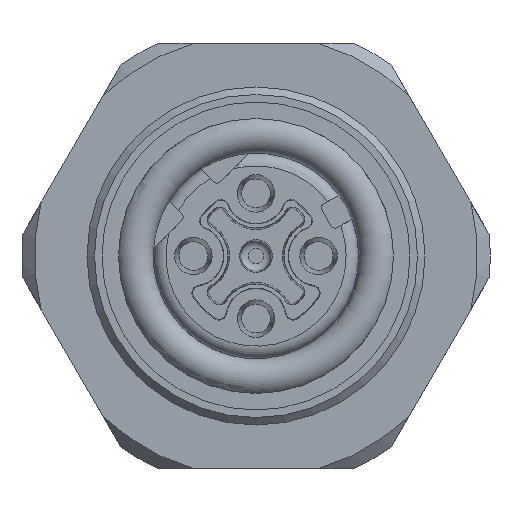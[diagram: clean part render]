
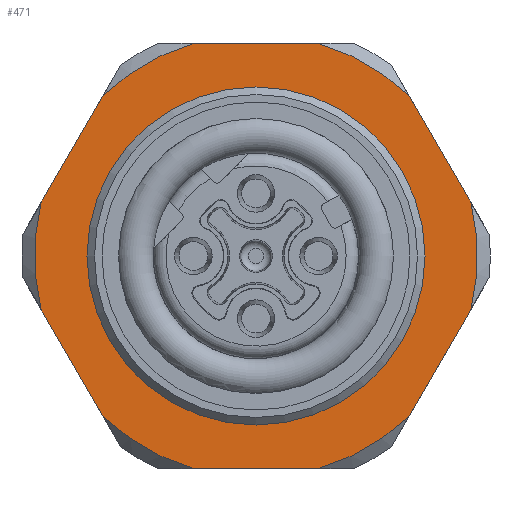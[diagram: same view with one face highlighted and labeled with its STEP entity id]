
A CAD part, front view. The second image highlights one B-rep face of the part: STEP entity #471.
In plain terms, the highlighted planar face has unit normal (0, -1, 0).
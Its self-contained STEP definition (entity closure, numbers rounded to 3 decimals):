
#48=PLANE('',#2294);
#101=LINE('',#3415,#195);
#102=LINE('',#3416,#196);
#103=LINE('',#3417,#197);
#104=LINE('',#3418,#198);
#105=LINE('',#3419,#199);
#106=LINE('',#3423,#200);
#195=VECTOR('',#2656,1.);
#196=VECTOR('',#2657,1.);
#197=VECTOR('',#2658,1.);
#198=VECTOR('',#2659,1.);
#199=VECTOR('',#2660,1.);
#200=VECTOR('',#2663,1.);
#471=ADVANCED_FACE('',(#651,#652),#48,.F.);
#651=FACE_BOUND('',#776,.T.);
#652=FACE_BOUND('',#777,.T.);
#776=EDGE_LOOP('',(#1012,#1013,#1014,#1015,#1016,#1017,#1018,#1019,#1020,
#1021,#1022,#1023));
#777=EDGE_LOOP('',(#1024));
#1012=ORIENTED_EDGE('',*,*,#1785,.F.);
#1013=ORIENTED_EDGE('',*,*,#1824,.T.);
#1014=ORIENTED_EDGE('',*,*,#1787,.F.);
#1015=ORIENTED_EDGE('',*,*,#1825,.T.);
#1016=ORIENTED_EDGE('',*,*,#1791,.F.);
#1017=ORIENTED_EDGE('',*,*,#1826,.T.);
#1018=ORIENTED_EDGE('',*,*,#1795,.F.);
#1019=ORIENTED_EDGE('',*,*,#1827,.T.);
#1020=ORIENTED_EDGE('',*,*,#1799,.F.);
#1021=ORIENTED_EDGE('',*,*,#1828,.T.);
#1022=ORIENTED_EDGE('',*,*,#1829,.F.);
#1023=ORIENTED_EDGE('',*,*,#1830,.T.);
#1024=ORIENTED_EDGE('',*,*,#1823,.T.);
#1566=VERTEX_POINT('',#3299);
#1567=VERTEX_POINT('',#3301);
#1568=VERTEX_POINT('',#3308);
#1569=VERTEX_POINT('',#3309);
#1572=VERTEX_POINT('',#3323);
#1573=VERTEX_POINT('',#3324);
#1576=VERTEX_POINT('',#3338);
#1577=VERTEX_POINT('',#3339);
#1580=VERTEX_POINT('',#3353);
#1581=VERTEX_POINT('',#3354);
#1600=VERTEX_POINT('',#3413);
#1601=VERTEX_POINT('',#3420);
#1602=VERTEX_POINT('',#3422);
#1785=EDGE_CURVE('',#1566,#1567,#2085,.T.);
#1787=EDGE_CURVE('',#1568,#1569,#2086,.T.);
#1791=EDGE_CURVE('',#1572,#1573,#2088,.T.);
#1795=EDGE_CURVE('',#1576,#1577,#2090,.T.);
#1799=EDGE_CURVE('',#1580,#1581,#2092,.T.);
#1823=EDGE_CURVE('',#1600,#1600,#2104,.T.);
#1824=EDGE_CURVE('',#1566,#1569,#101,.T.);
#1825=EDGE_CURVE('',#1568,#1573,#102,.T.);
#1826=EDGE_CURVE('',#1572,#1577,#103,.T.);
#1827=EDGE_CURVE('',#1576,#1581,#104,.T.);
#1828=EDGE_CURVE('',#1580,#1601,#105,.T.);
#1829=EDGE_CURVE('',#1602,#1601,#2105,.T.);
#1830=EDGE_CURVE('',#1602,#1567,#106,.T.);
#2085=CIRCLE('',#2258,8.85);
#2086=CIRCLE('',#2260,8.85);
#2088=CIRCLE('',#2263,8.85);
#2090=CIRCLE('',#2266,8.85);
#2092=CIRCLE('',#2269,8.85);
#2104=CIRCLE('',#2291,6.75);
#2105=CIRCLE('',#2293,8.85);
#2258=AXIS2_PLACEMENT_3D('',#3300,#2576,#2577);
#2260=AXIS2_PLACEMENT_3D('',#3307,#2580,#2581);
#2263=AXIS2_PLACEMENT_3D('',#3322,#2586,#2587);
#2266=AXIS2_PLACEMENT_3D('',#3337,#2592,#2593);
#2269=AXIS2_PLACEMENT_3D('',#3352,#2598,#2599);
#2291=AXIS2_PLACEMENT_3D('',#3412,#2652,#2653);
#2293=AXIS2_PLACEMENT_3D('',#3421,#2661,#2662);
#2294=AXIS2_PLACEMENT_3D('',#3424,#2664,#2665);
#2576=DIRECTION('',(0.,1.,0.));
#2577=DIRECTION('',(1.,0.,0.));
#2580=DIRECTION('',(0.,1.,0.));
#2581=DIRECTION('',(1.,0.,0.));
#2586=DIRECTION('',(0.,1.,0.));
#2587=DIRECTION('',(1.,0.,0.));
#2592=DIRECTION('',(0.,1.,0.));
#2593=DIRECTION('',(1.,0.,0.));
#2598=DIRECTION('',(0.,1.,0.));
#2599=DIRECTION('',(1.,0.,0.));
#2652=DIRECTION('',(0.,1.,0.));
#2653=DIRECTION('',(1.,0.,0.));
#2656=DIRECTION('',(-0.5,0.,-0.866));
#2657=DIRECTION('',(0.5,0.,-0.866));
#2658=DIRECTION('',(1.,0.,0.));
#2659=DIRECTION('',(0.5,0.,0.866));
#2660=DIRECTION('',(-0.5,0.,0.866));
#2661=DIRECTION('',(0.,1.,0.));
#2662=DIRECTION('',(1.,0.,0.));
#2663=DIRECTION('',(-1.,0.,0.));
#2664=DIRECTION('',(0.,1.,0.));
#2665=DIRECTION('',(-1.,0.,0.));
#3299=CARTESIAN_POINT('',(6.421,-2.05,6.384));
#3300=CARTESIAN_POINT('',(12.55,-2.05,0.));
#3301=CARTESIAN_POINT('',(10.086,-2.05,8.5));
#3307=CARTESIAN_POINT('',(12.55,-2.05,0.));
#3308=CARTESIAN_POINT('',(3.957,-2.05,-2.116));
#3309=CARTESIAN_POINT('',(3.957,-2.05,2.116));
#3322=CARTESIAN_POINT('',(12.55,-2.05,0.));
#3323=CARTESIAN_POINT('',(10.086,-2.05,-8.5));
#3324=CARTESIAN_POINT('',(6.421,-2.05,-6.384));
#3337=CARTESIAN_POINT('',(12.55,-2.05,0.));
#3338=CARTESIAN_POINT('',(18.679,-2.05,-6.384));
#3339=CARTESIAN_POINT('',(15.014,-2.05,-8.5));
#3352=CARTESIAN_POINT('',(12.55,-2.05,0.));
#3353=CARTESIAN_POINT('',(21.143,-2.05,2.116));
#3354=CARTESIAN_POINT('',(21.143,-2.05,-2.116));
#3412=CARTESIAN_POINT('',(12.55,-2.05,0.));
#3413=CARTESIAN_POINT('',(19.3,-2.05,0.));
#3415=CARTESIAN_POINT('',(2.266,-2.05,-0.812));
#3416=CARTESIAN_POINT('',(8.112,-2.05,-9.313));
#3417=CARTESIAN_POINT('',(12.55,-2.05,-8.5));
#3418=CARTESIAN_POINT('',(16.988,-2.05,-9.313));
#3419=CARTESIAN_POINT('',(22.834,-2.05,-0.813));
#3420=CARTESIAN_POINT('',(18.679,-2.05,6.384));
#3421=CARTESIAN_POINT('',(12.55,-2.05,0.));
#3422=CARTESIAN_POINT('',(15.014,-2.05,8.5));
#3423=CARTESIAN_POINT('',(12.55,-2.05,8.5));
#3424=CARTESIAN_POINT('',(12.55,-2.05,-6.75));
